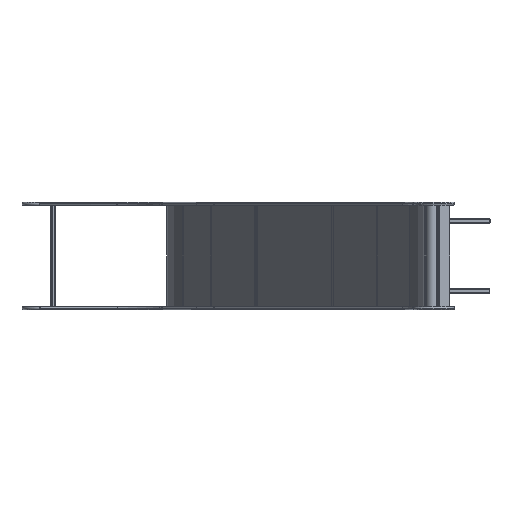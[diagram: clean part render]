
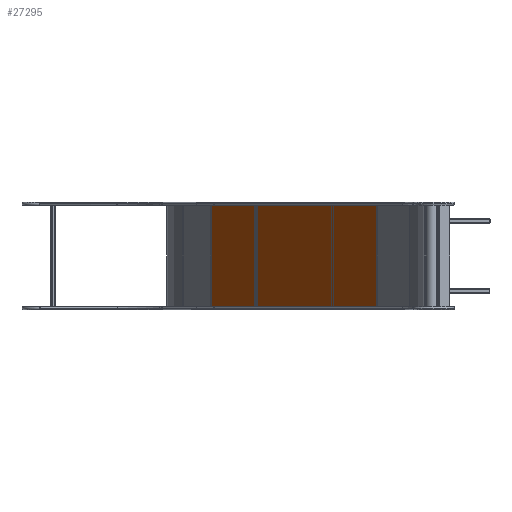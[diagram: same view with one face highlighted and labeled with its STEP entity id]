
A CAD part, left-side view. The second image highlights one B-rep face of the part: STEP entity #27295.
In plain terms, the highlighted face is planar.
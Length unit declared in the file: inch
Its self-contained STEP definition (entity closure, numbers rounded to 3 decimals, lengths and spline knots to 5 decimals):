
#211 = VECTOR ( 'NONE', #22005, 39.37008 ) ;
#1809 = VERTEX_POINT ( 'NONE', #24985 ) ;
#3486 = FACE_OUTER_BOUND ( 'NONE', #30918, .T. ) ;
#3882 = PLANE ( 'NONE',  #34777 ) ;
#6187 = DIRECTION ( 'NONE',  ( -1., 0., 0. ) ) ;
#10154 = EDGE_CURVE ( 'NONE', #1809, #14296, #36805, .T. ) ;
#11825 = CARTESIAN_POINT ( 'NONE',  ( 14.8622, 0., 47.8622 ) ) ;
#11937 = DIRECTION ( 'NONE',  ( 0., 0., -1. ) ) ;
#13131 = VECTOR ( 'NONE', #11937, 39.37008 ) ;
#14296 = VERTEX_POINT ( 'NONE', #25495 ) ;
#15185 = VERTEX_POINT ( 'NONE', #34173 ) ;
#15705 = CARTESIAN_POINT ( 'NONE',  ( 0., 0., 0. ) ) ;
#16038 = ORIENTED_EDGE ( 'NONE', *, *, #10154, .T. ) ;
#16849 = VERTEX_POINT ( 'NONE', #11825 ) ;
#17434 = CARTESIAN_POINT ( 'NONE',  ( 14.91236, 0., -47.8622 ) ) ;
#17546 = DIRECTION ( 'NONE',  ( 1., 0., 0. ) ) ;
#17689 = VECTOR ( 'NONE', #17546, 39.37008 ) ;
#17755 = LINE ( 'NONE', #26679, #13131 ) ;
#19200 = ORIENTED_EDGE ( 'NONE', *, *, #32676, .T. ) ;
#20665 = EDGE_CURVE ( 'NONE', #15185, #1809, #29068, .T. ) ;
#22005 = DIRECTION ( 'NONE',  ( 0., 0., 1. ) ) ;
#24435 = EDGE_CURVE ( 'NONE', #16849, #15185, #17755, .T. ) ;
#24985 = CARTESIAN_POINT ( 'NONE',  ( -14.8622, 0., -47.8622 ) ) ;
#25495 = CARTESIAN_POINT ( 'NONE',  ( -14.8622, 0., 47.8622 ) ) ;
#25814 = ORIENTED_EDGE ( 'NONE', *, *, #20665, .T. ) ;
#26679 = CARTESIAN_POINT ( 'NONE',  ( 14.8622, 0., 47.91236 ) ) ;
#27295 = ADVANCED_FACE ( 'NONE', ( #3486 ), #3882, .T. ) ;
#27538 = DIRECTION ( 'NONE',  ( 0., 1., 0. ) ) ;
#27835 = VECTOR ( 'NONE', #6187, 39.37008 ) ;
#29068 = LINE ( 'NONE', #17434, #27835 ) ;
#30895 = ORIENTED_EDGE ( 'NONE', *, *, #24435, .T. ) ;
#30918 = EDGE_LOOP ( 'NONE', ( #16038, #19200, #30895, #25814 ) ) ;
#32676 = EDGE_CURVE ( 'NONE', #14296, #16849, #34642, .T. ) ;
#34173 = CARTESIAN_POINT ( 'NONE',  ( 14.8622, 0., -47.8622 ) ) ;
#34642 = LINE ( 'NONE', #38333, #17689 ) ;
#34777 = AXIS2_PLACEMENT_3D ( 'NONE', #15705, #27538, #35522 ) ;
#35522 = DIRECTION ( 'NONE',  ( 0., 0., 1. ) ) ;
#36411 = CARTESIAN_POINT ( 'NONE',  ( -14.8622, 0., -47.91236 ) ) ;
#36805 = LINE ( 'NONE', #36411, #211 ) ;
#38333 = CARTESIAN_POINT ( 'NONE',  ( -14.91236, 0., 47.8622 ) ) ;
